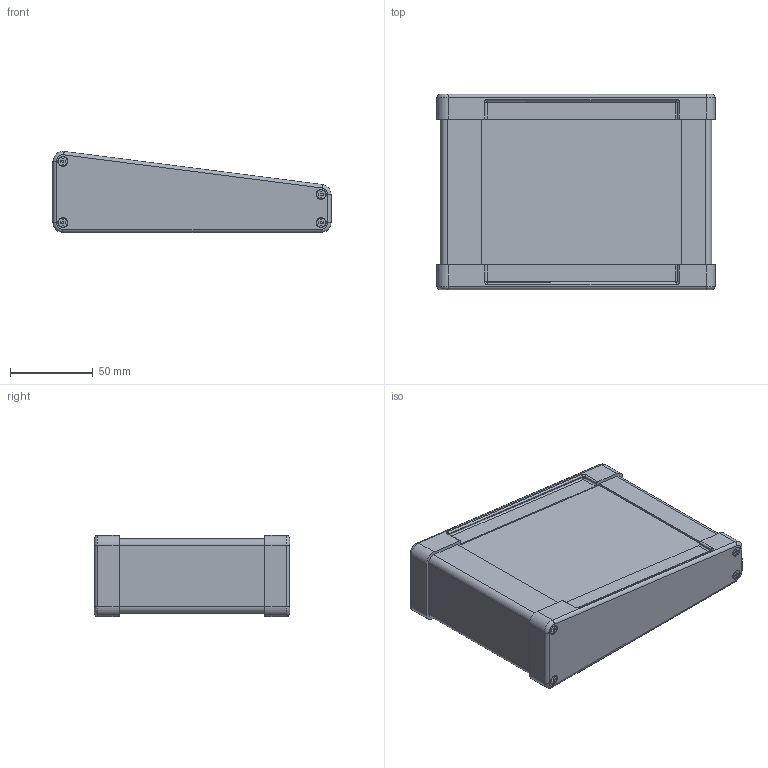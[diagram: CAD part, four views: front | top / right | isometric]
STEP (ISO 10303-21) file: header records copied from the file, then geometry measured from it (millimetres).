
FILE_DESCRIPTION(/* description */ (''),/* implementation_level */ '2;1');
FILE_NAME(/* name */ '1101100400 - TAST 100.stp',/* time_stamp */ '2016-04-12T12:12:09+02:00',/* author */ ('Robin.Rentz'),/* organization */ (''),/* preprocessor_version */ 'ST-DEVELOPER v15.6',/* originating_system */ 'Autodesk Inventor 2015',/* authorisation */ '');
FILE_SCHEMA (('AUTOMOTIVE_DESIGN { 1 0 10303 214 3 1 1 }'));
Length unit declared in the file: millimetre
Products named in the file (7): Zuschnitt für TAST 100; Frontplatte TAST 100; 1119100301 - Kappe TAST 45-25 - rechts; 1119100302 - Kappe TAST 45-25 - links; 1990000022 - C2,9 x 9,5 (DIN 7982); 1990000022 - C2,9 x 9,5 (DIN 7982)_MIR; 1101100400 - TAST 100
Bounding box: 168 x 118 x 48.99 mm (x, y, z)
Volume: 181250.5 mm3; surface area: 175369.5 mm2
Topology: 12 solids, 12 shells, 604 faces, 1634 edges, 1064 vertices
Faces by surface type: plane 432, cylinder 124, cone 24, torus 20, sphere 4
Full cylindrical faces by diameter (mm): 2.9 x8, 3.3 x8, 5.5 x8
Entity records: 14098 total; most frequent: CARTESIAN_POINT 2411, DIRECTION 2352, ORIENTED_EDGE 2344, EDGE_CURVE 1172, LINE 914, VECTOR 914, VERTEX_POINT 778, AXIS2_PLACEMENT_3D 719
